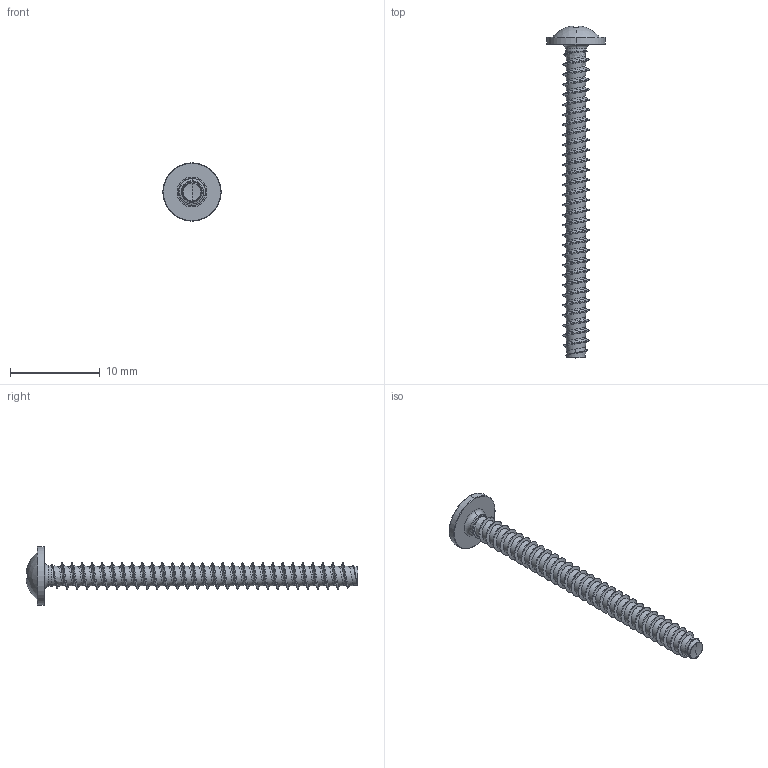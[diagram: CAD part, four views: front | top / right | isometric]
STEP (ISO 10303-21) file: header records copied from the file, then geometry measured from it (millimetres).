
FILE_DESCRIPTION (( 'STEP AP203' ), '1' );
FILE_NAME ('STP210300350.STEP', '2017-08-14T17:18:31', ( '' ), ( '' ), 'SwSTEP 2.0', 'SolidWorks 2015', '' );
FILE_SCHEMA (( 'CONFIG_CONTROL_DESIGN' ));
Products named in the file (1): STP210300350
Bounding box: 6.5 x 37.06 x 6.5 mm (x, y, z)
Volume: 182.6 mm3; surface area: 480.3 mm2
Topology: 1 solids, 1 shells, 239 faces, 591 edges, 355 vertices
Faces by surface type: cylinder 87, bspline 63, plane 31, torus 30, sphere 20, cone 8
Entity records: 39077 total; most frequent: CARTESIAN_POINT 34099, ORIENTED_EDGE 1178, DIRECTION 867, EDGE_CURVE 589, AXIS2_PLACEMENT_3D 372, VERTEX_POINT 355, EDGE_LOOP 242, ADVANCED_FACE 239
